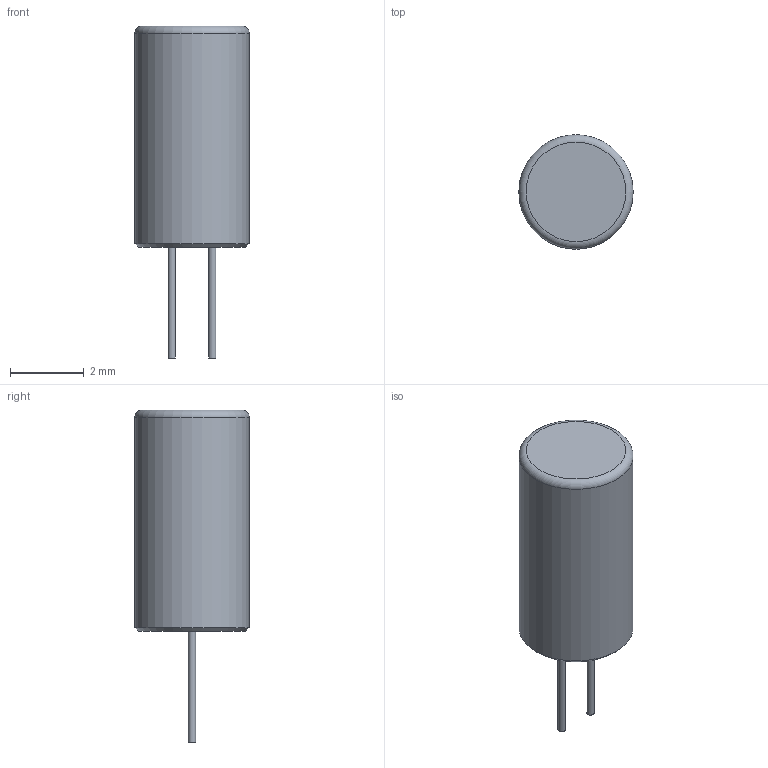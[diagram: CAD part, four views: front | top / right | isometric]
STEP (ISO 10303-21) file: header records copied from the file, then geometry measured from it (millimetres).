
FILE_DESCRIPTION(('FreeCAD Model'),'2;1');
FILE_NAME('TC38V.stp', '2014-10-19T22:02:25',('FreeCAD'),('FreeCAD'), 'Open CASCADE STEP processor 6.6','FreeCAD','Unknown');
FILE_SCHEMA(('AUTOMOTIVE_DESIGN_CC2 { 1 2 10303 214 -1 1 5 4 }'));
Length unit declared in the file: millimetre
Products named in the file (2): Chamfer; Pad001
Bounding box: 3.1 x 3.1 x 9 mm (x, y, z)
Volume: 45.3 mm3; surface area: 76 mm2
Topology: 3 solids, 3 shells, 11 faces, 13 edges, 8 vertices
Faces by surface type: plane 6, cylinder 3, cone 1, torus 1
Full cylindrical faces by diameter (mm): 0.2 x2, 3.1 x1
Entity records: 449 total; most frequent: CARTESIAN_POINT 99, DIRECTION 62, ORIENTED_EDGE 26, PCURVE 26, DEFINITIONAL_REPRESENTATION 26, AXIS2_PLACEMENT_3D 21, LINE 20, VECTOR 20
